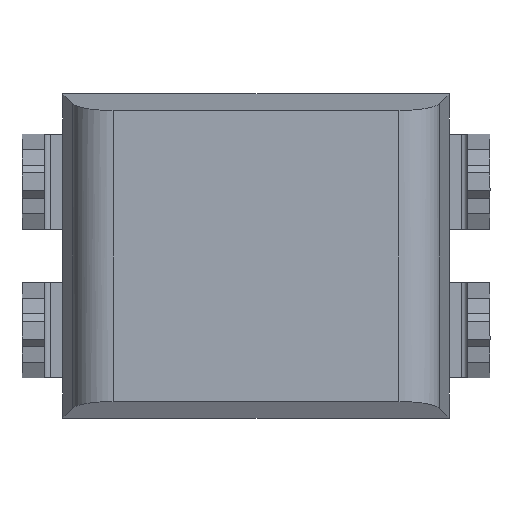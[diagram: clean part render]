
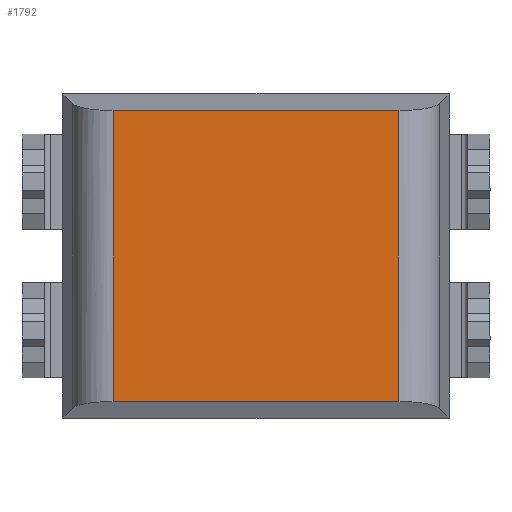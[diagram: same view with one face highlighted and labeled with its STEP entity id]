
A CAD part, front view. The second image highlights one B-rep face of the part: STEP entity #1792.
In plain terms, the highlighted planar face has unit normal (0, -1, 0).
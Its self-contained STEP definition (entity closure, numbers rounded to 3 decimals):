
#254 = DIRECTION ( 'NONE',  ( 0., 0., 1. ) ) ;
#255 = VECTOR ( 'NONE', #254, 1000. ) ;
#256 = CARTESIAN_POINT ( 'NONE',  ( 1.366, 1.13, -1.5 ) ) ;
#257 = LINE ( 'NONE', #256, #255 ) ;
#259 = DIRECTION ( 'NONE',  ( 1., 0., 0. ) ) ;
#261 = VECTOR ( 'NONE', #259, 1000. ) ;
#262 = CARTESIAN_POINT ( 'NONE',  ( 0.51, 1.13, 3.757 ) ) ;
#263 = LINE ( 'NONE', #262, #261 ) ;
#264 = CARTESIAN_POINT ( 'NONE',  ( 1.366, 1.13, 3.757 ) ) ;
#265 = DIRECTION ( 'NONE',  ( 0., 0., 1. ) ) ;
#266 = VECTOR ( 'NONE', #265, 1000. ) ;
#267 = CARTESIAN_POINT ( 'NONE',  ( 6.254, 1.13, -1.5 ) ) ;
#268 = LINE ( 'NONE', #267, #266 ) ;
#269 = CARTESIAN_POINT ( 'NONE',  ( 6.254, 1.13, 3.757 ) ) ;
#653 = CARTESIAN_POINT ( 'NONE',  ( 1.366, 1.13, -1.217 ) ) ;
#654 = CARTESIAN_POINT ( 'NONE',  ( 6.254, 1.13, -1.217 ) ) ;
#655 = DIRECTION ( 'NONE',  ( -1., 0., 0. ) ) ;
#656 = VECTOR ( 'NONE', #655, 1000. ) ;
#657 = CARTESIAN_POINT ( 'NONE',  ( 0.51, 1.13, -1.217 ) ) ;
#658 = LINE ( 'NONE', #657, #656 ) ;
#1792 = ADVANCED_FACE ( 'NONE', ( #3237 ), #3282, .F. ) ;
#1916 = EDGE_CURVE ( 'NONE', #2029, #1917, #268, .T. ) ;
#1917 = VERTEX_POINT ( 'NONE', #269 ) ;
#1918 = ORIENTED_EDGE ( 'NONE', *, *, #1919, .F. ) ;
#1919 = EDGE_CURVE ( 'NONE', #1920, #1917, #263, .T. ) ;
#1920 = VERTEX_POINT ( 'NONE', #264 ) ;
#1921 = ORIENTED_EDGE ( 'NONE', *, *, #1922, .F. ) ;
#1922 = EDGE_CURVE ( 'NONE', #2030, #1920, #257, .T. ) ;
#1926 = EDGE_LOOP ( 'NONE', ( #2027, #2031, #1918, #1921 ) ) ;
#2027 = ORIENTED_EDGE ( 'NONE', *, *, #2028, .F. ) ;
#2028 = EDGE_CURVE ( 'NONE', #2029, #2030, #658, .T. ) ;
#2029 = VERTEX_POINT ( 'NONE', #654 ) ;
#2030 = VERTEX_POINT ( 'NONE', #653 ) ;
#2031 = ORIENTED_EDGE ( 'NONE', *, *, #1916, .T. ) ;
#3237 = FACE_OUTER_BOUND ( 'NONE', #1926, .T. ) ;
#3277 = DIRECTION ( 'NONE',  ( 0., 0., 1. ) ) ;
#3278 = DIRECTION ( 'NONE',  ( 0., 1., 0. ) ) ;
#3279 = CARTESIAN_POINT ( 'NONE',  ( 0.51, 1.13, 4.04 ) ) ;
#3280 = AXIS2_PLACEMENT_3D ( 'NONE', #3279, #3278, #3277 ) ;
#3282 = PLANE ( 'NONE',  #3280 ) ;
